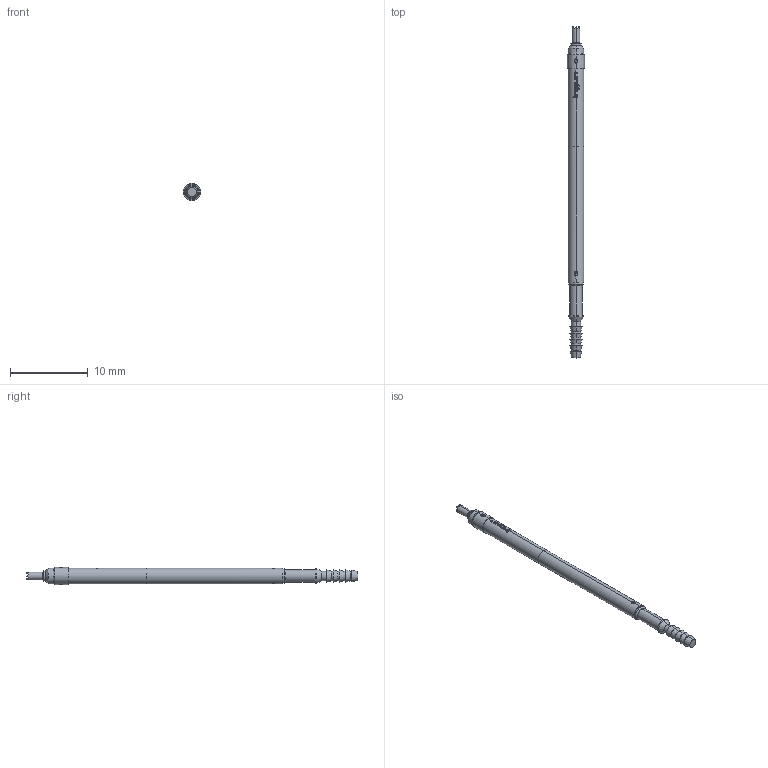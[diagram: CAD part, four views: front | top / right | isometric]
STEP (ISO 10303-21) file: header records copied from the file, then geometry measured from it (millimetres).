
FILE_DESCRIPTION (( 'STEP AP203' ), '1' );
FILE_NAME ('INGUN_PKS-200_206_100_A_xx02_B.STEP', '2022-03-04T08:47:18', ( 'ochi' ), ( '' ), 'SwSTEP 2.0', 'SolidWorks 2018', '' );
FILE_SCHEMA (( 'CONFIG_CONTROL_DESIGN' ));
Length unit declared in the file: millimetre
Products named in the file (1): INGUN_PKS-200_206_100_A_xx02_B
Bounding box: 2.2 x 42.7 x 2.2 mm (x, y, z)
Volume: 114.4 mm3; surface area: 255.3 mm2
Topology: 1 solids, 1 shells, 201 faces, 504 edges, 317 vertices
Faces by surface type: bspline 83, plane 51, cylinder 47, cone 20
Entity records: 8161 total; most frequent: CARTESIAN_POINT 4122, ORIENTED_EDGE 1008, DIRECTION 524, EDGE_CURVE 504, VERTEX_POINT 317, B_SPLINE_CURVE_WITH_KNOTS 286, EDGE_LOOP 213, AXIS2_PLACEMENT_3D 209
